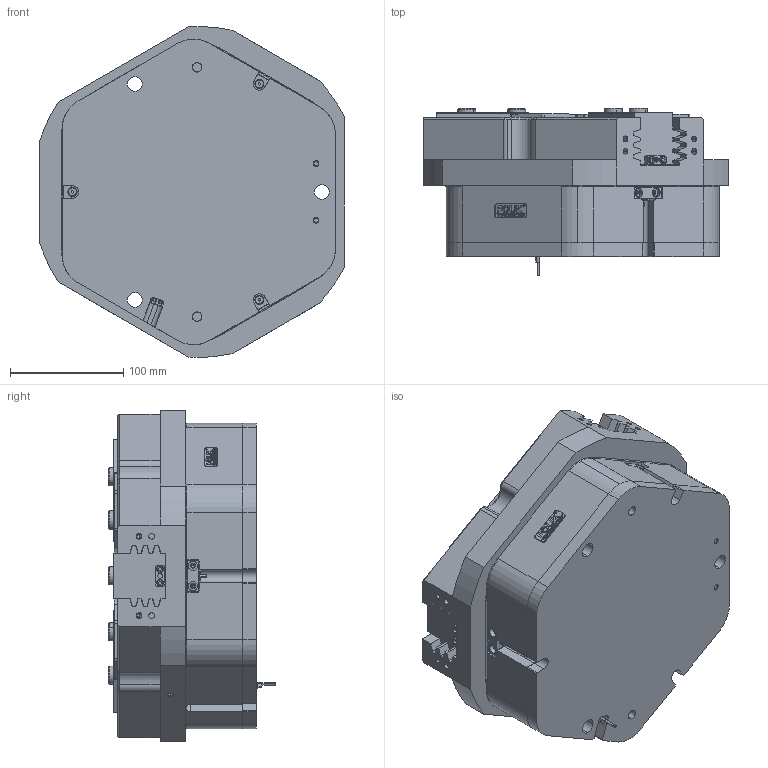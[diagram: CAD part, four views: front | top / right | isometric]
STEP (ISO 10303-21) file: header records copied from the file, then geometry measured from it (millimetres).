
FILE_DESCRIPTION (( 'STEP AP203' ), '1' );
FILE_NAME ('FZ185-292-S.STEP', '2024-12-20T08:01:38', ( 'USER-' ), ( 'Microsoft' ), 'SwSTEP 2.0', 'SolidWorks 2018', '' );
FILE_SCHEMA (( 'CONFIG_CONTROL_DESIGN' ));
Length unit declared in the file: millimetre
Products named in the file (11): 湮酴; 昹親棠覜羲壽; TZT185-292-M-06 笢猾啣; ﾏ擎ﾗ16｡ﾁ12｡ﾁ8; TZT185-292-M-01 褲极; TZT185-292-S-02 賑輸; M8-30諉輪羲壽; 32x12-R2; TR300-15-1晚假蚾輸; FZ185-292-S; TZT185-292-M-05 菁裔啣
Assembly tree (24 placements, depth 2):
  FZ185-292-S
    TZT185-292-M-01 褲极
    TZT185-292-S-02 賑輸  x3
    TR300-15-1晚假蚾輸  x3
    湮酴  x3
    TZT185-292-M-06 笢猾啣
    TZT185-292-M-05 菁裔啣
    32x12-R2
    M8-30諉輪羲壽  x3
    昹親棠覜羲壽  x2
    ﾏ擎ﾗ16｡ﾁ12｡ﾁ8  x6
Bounding box: 269 x 147.37 x 291.9 mm (x, y, z)
Volume: 6225292 mm3; surface area: 554020.8 mm2
Topology: 24 solids, 24 shells, 1742 faces, 4524 edges, 2884 vertices
Faces by surface type: plane 871, cylinder 494, cone 199, bspline 166, torus 12
Entity records: 46983 total; most frequent: CARTESIAN_POINT 14047, ORIENTED_EDGE 6752, DIRECTION 6126, EDGE_CURVE 3376, VECTOR 2202, LINE 2202, VERTEX_POINT 2182, AXIS2_PLACEMENT_3D 1962
